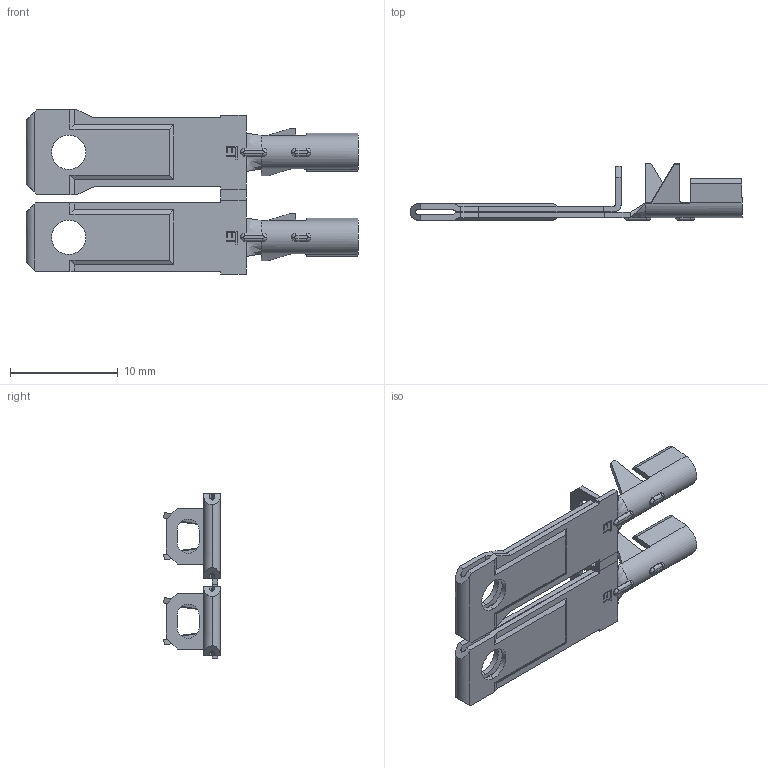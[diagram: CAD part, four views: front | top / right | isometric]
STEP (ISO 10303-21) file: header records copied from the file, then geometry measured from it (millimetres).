
FILE_DESCRIPTION (( 'STEP AP203' ), '1' );
FILE_NAME ('14087.STEP', '2015-01-20T12:51:47', ( '' ), ( '' ), 'SwSTEP 2.0', 'SolidWorks 2014', '' );
FILE_SCHEMA (( 'CONFIG_CONTROL_DESIGN' ));
Length unit declared in the file: inch
Products named in the file (4): PB817FR2NARROW; PB817FR2WIDE; TOOL0888CARRIERSTRIP; 14087
Assembly tree (3 placements, depth 2):
  14087
    PB817FR2NARROW
    PB817FR2WIDE
    TOOL0888CARRIERSTRIP
Bounding box: 30.76 x 5.28 x 15.24 mm (x, y, z)
Volume: 335.2 mm3; surface area: 1509.5 mm2
Topology: 3 solids, 3 shells, 460 faces, 1186 edges, 724 vertices
Faces by surface type: plane 292, cylinder 100, cone 24, sphere 16, torus 16, bspline 12
Entity records: 14160 total; most frequent: CARTESIAN_POINT 2716, ORIENTED_EDGE 2340, DIRECTION 2218, EDGE_CURVE 1170, LINE 902, VECTOR 902, VERTEX_POINT 724, AXIS2_PLACEMENT_3D 658
